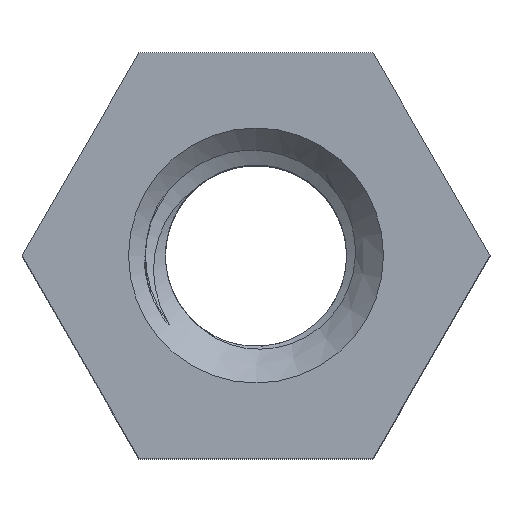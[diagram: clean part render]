
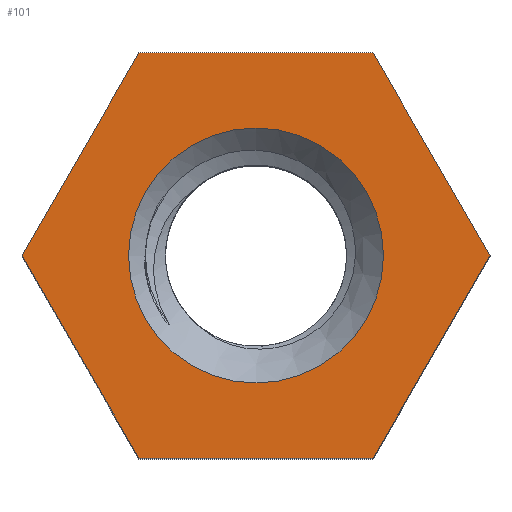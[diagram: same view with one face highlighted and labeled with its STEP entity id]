
A CAD part, top view. The second image highlights one B-rep face of the part: STEP entity #101.
In plain terms, the highlighted planar face has unit normal (0, 0, 1).
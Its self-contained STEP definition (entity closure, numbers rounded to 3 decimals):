
#101=ADVANCED_FACE('',(#8507,#8509),#8511,.T.);
#8507=FACE_BOUND('',#8508,.T.);
#8508=EDGE_LOOP('',(#9239,#9240,#9241,#9242,#9243,#9244));
#8509=FACE_BOUND('',#8510,.T.);
#8510=EDGE_LOOP('',(#9245));
#8511=PLANE('',#8512);
#8512=AXIS2_PLACEMENT_3D('',#8513,#8514,#8515);
#8513=CARTESIAN_POINT('',(0.,0.,8.));
#8514=DIRECTION('',(0.,0.,1.));
#8515=DIRECTION('',(-1.,0.,0.));
#9239=ORIENTED_EDGE('',*,*,#9387,.T.);
#9240=ORIENTED_EDGE('',*,*,#9388,.T.);
#9241=ORIENTED_EDGE('',*,*,#9389,.T.);
#9242=ORIENTED_EDGE('',*,*,#9390,.T.);
#9243=ORIENTED_EDGE('',*,*,#9391,.T.);
#9244=ORIENTED_EDGE('',*,*,#9392,.T.);
#9245=ORIENTED_EDGE('',*,*,#9341,.T.);
#9341=EDGE_CURVE('',#9420,#9420,#9421,.F.);
#9387=EDGE_CURVE('',#9508,#9509,#9510,.T.);
#9388=EDGE_CURVE('',#9509,#9511,#9512,.T.);
#9389=EDGE_CURVE('',#9511,#9513,#9514,.T.);
#9390=EDGE_CURVE('',#9513,#9515,#9516,.T.);
#9391=EDGE_CURVE('',#9515,#9517,#9518,.T.);
#9392=EDGE_CURVE('',#9517,#9508,#9519,.T.);
#9420=VERTEX_POINT('',#9553);
#9421=CIRCLE('',#9554,1.73);
#9508=VERTEX_POINT('',#12406);
#9509=VERTEX_POINT('',#12407);
#9510=LINE('',#12408,#12409);
#9511=VERTEX_POINT('',#12411);
#9512=LINE('',#12412,#12413);
#9513=VERTEX_POINT('',#12415);
#9514=LINE('',#12416,#12417);
#9515=VERTEX_POINT('',#12419);
#9516=LINE('',#12420,#12421);
#9517=VERTEX_POINT('',#12423);
#9518=LINE('',#12424,#12425);
#9519=LINE('',#12427,#12428);
#9553=CARTESIAN_POINT('',(0.,1.73,8.));
#9554=AXIS2_PLACEMENT_3D('',#9555,#9556,#9557);
#9555=CARTESIAN_POINT('',(0.,0.,8.));
#9556=DIRECTION('',(0.,0.,1.));
#9557=DIRECTION('',(0.,1.,-0.));
#12406=CARTESIAN_POINT('',(3.175,0.,8.));
#12407=CARTESIAN_POINT('',(1.588,2.75,8.));
#12408=CARTESIAN_POINT('',(3.175,0.,8.));
#12409=VECTOR('',#12410,1.);
#12410=DIRECTION('',(-0.5,0.866,0.));
#12411=CARTESIAN_POINT('',(-1.588,2.75,8.));
#12412=CARTESIAN_POINT('',(1.588,2.75,8.));
#12413=VECTOR('',#12414,1.);
#12414=DIRECTION('',(-1.,0.,0.));
#12415=CARTESIAN_POINT('',(-3.175,0.,8.));
#12416=CARTESIAN_POINT('',(-1.588,2.75,8.));
#12417=VECTOR('',#12418,1.);
#12418=DIRECTION('',(-0.5,-0.866,0.));
#12419=CARTESIAN_POINT('',(-1.588,-2.75,8.));
#12420=CARTESIAN_POINT('',(-3.175,0.,8.));
#12421=VECTOR('',#12422,1.);
#12422=DIRECTION('',(0.5,-0.866,0.));
#12423=CARTESIAN_POINT('',(1.588,-2.75,8.));
#12424=CARTESIAN_POINT('',(-1.588,-2.75,8.));
#12425=VECTOR('',#12426,1.);
#12426=DIRECTION('',(1.,0.,0.));
#12427=CARTESIAN_POINT('',(1.588,-2.75,8.));
#12428=VECTOR('',#12429,1.);
#12429=DIRECTION('',(0.5,0.866,0.));
